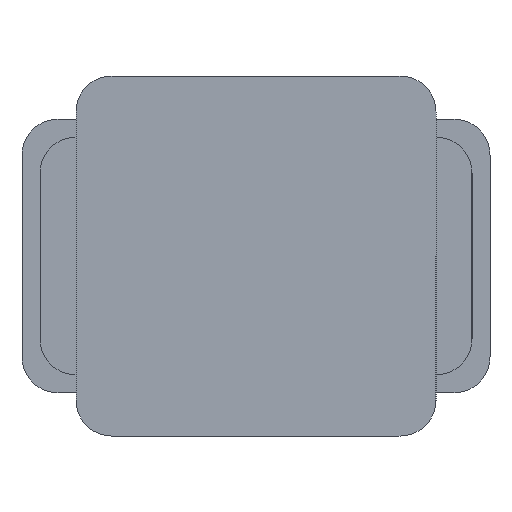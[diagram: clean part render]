
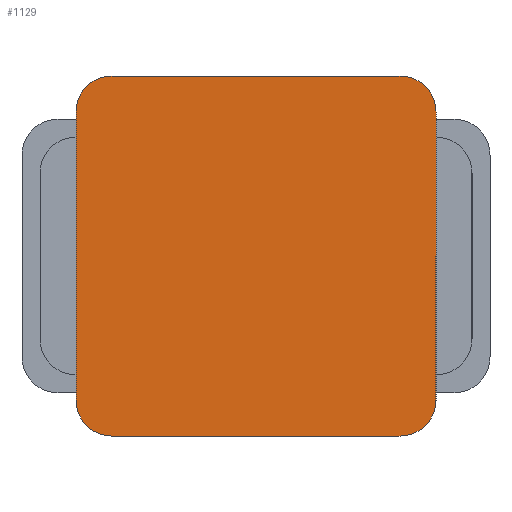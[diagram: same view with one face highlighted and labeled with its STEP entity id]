
A CAD part, left-side view. The second image highlights one B-rep face of the part: STEP entity #1129.
In plain terms, the highlighted face is planar.
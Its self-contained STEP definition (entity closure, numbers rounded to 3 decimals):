
#17 = DIRECTION ( 'NONE',  ( 0., 0., 1. ) ) ;
#64 = VECTOR ( 'NONE', #1134, 1000. ) ;
#66 = CARTESIAN_POINT ( 'NONE',  ( 0.5, 0.2, 0.45 ) ) ;
#133 = CARTESIAN_POINT ( 'NONE',  ( 0., 0.2, 0. ) ) ;
#138 = VERTEX_POINT ( 'NONE', #315 ) ;
#139 = EDGE_CURVE ( 'NONE', #264, #241, #1030, .T. ) ;
#177 = ORIENTED_EDGE ( 'NONE', *, *, #577, .T. ) ;
#180 = EDGE_CURVE ( 'NONE', #700, #993, #932, .T. ) ;
#220 = CARTESIAN_POINT ( 'NONE',  ( 0.45, 0.2, 0.45 ) ) ;
#241 = VERTEX_POINT ( 'NONE', #883 ) ;
#248 = CIRCLE ( 'NONE', #354, 0.05 ) ;
#264 = VERTEX_POINT ( 'NONE', #66 ) ;
#265 = CARTESIAN_POINT ( 'NONE',  ( 0., 0.2, 0.05 ) ) ;
#296 = AXIS2_PLACEMENT_3D ( 'NONE', #1170, #780, #962 ) ;
#315 = CARTESIAN_POINT ( 'NONE',  ( 0.45, 0.2, 0.5 ) ) ;
#320 = FACE_OUTER_BOUND ( 'NONE', #348, .T. ) ;
#321 = ORIENTED_EDGE ( 'NONE', *, *, #347, .T. ) ;
#323 = DIRECTION ( 'NONE',  ( 0., 1., 0. ) ) ;
#327 = DIRECTION ( 'NONE',  ( 0., 0., 1. ) ) ;
#346 = DIRECTION ( 'NONE',  ( 0., 0., 1. ) ) ;
#347 = EDGE_CURVE ( 'NONE', #993, #710, #398, .T. ) ;
#348 = EDGE_LOOP ( 'NONE', ( #535, #321, #475, #177, #1158, #1189, #440, #449 ) ) ;
#354 = AXIS2_PLACEMENT_3D ( 'NONE', #542, #439, #346 ) ;
#387 = VERTEX_POINT ( 'NONE', #404 ) ;
#398 = CIRCLE ( 'NONE', #853, 0.05 ) ;
#404 = CARTESIAN_POINT ( 'NONE',  ( 0.05, 0.2, 0. ) ) ;
#416 = AXIS2_PLACEMENT_3D ( 'NONE', #946, #510, #327 ) ;
#439 = DIRECTION ( 'NONE',  ( 0., 1., 0. ) ) ;
#440 = ORIENTED_EDGE ( 'NONE', *, *, #1149, .T. ) ;
#449 = ORIENTED_EDGE ( 'NONE', *, *, #835, .T. ) ;
#475 = ORIENTED_EDGE ( 'NONE', *, *, #1295, .T. ) ;
#482 = CARTESIAN_POINT ( 'NONE',  ( 0.45, 0.2, 0. ) ) ;
#484 = VECTOR ( 'NONE', #664, 1000. ) ;
#510 = DIRECTION ( 'NONE',  ( 0., 1., 0. ) ) ;
#517 = CARTESIAN_POINT ( 'NONE',  ( 0., 0.2, 0. ) ) ;
#522 = CIRCLE ( 'NONE', #296, 0.05 ) ;
#535 = ORIENTED_EDGE ( 'NONE', *, *, #180, .T. ) ;
#542 = CARTESIAN_POINT ( 'NONE',  ( 0.45, 0.2, 0.05 ) ) ;
#577 = EDGE_CURVE ( 'NONE', #138, #264, #1224, .T. ) ;
#612 = CARTESIAN_POINT ( 'NONE',  ( 0.5, 0.2, 0. ) ) ;
#647 = DIRECTION ( 'NONE',  ( 0., 0., 1. ) ) ;
#664 = DIRECTION ( 'NONE',  ( 1., 0., 0. ) ) ;
#700 = VERTEX_POINT ( 'NONE', #265 ) ;
#702 = VECTOR ( 'NONE', #1031, 1000. ) ;
#710 = VERTEX_POINT ( 'NONE', #1064 ) ;
#749 = CARTESIAN_POINT ( 'NONE',  ( 0.05, 0.2, 0.45 ) ) ;
#780 = DIRECTION ( 'NONE',  ( 0., 1., 0. ) ) ;
#812 = AXIS2_PLACEMENT_3D ( 'NONE', #220, #323, #933 ) ;
#835 = EDGE_CURVE ( 'NONE', #387, #700, #522, .T. ) ;
#842 = EDGE_CURVE ( 'NONE', #241, #1039, #248, .T. ) ;
#853 = AXIS2_PLACEMENT_3D ( 'NONE', #749, #979, #647 ) ;
#883 = CARTESIAN_POINT ( 'NONE',  ( 0.5, 0.2, 0.05 ) ) ;
#932 = LINE ( 'NONE', #517, #1008 ) ;
#933 = DIRECTION ( 'NONE',  ( 0., 0., 1. ) ) ;
#946 = CARTESIAN_POINT ( 'NONE',  ( 0., 0.2, 0. ) ) ;
#962 = DIRECTION ( 'NONE',  ( 0., 0., 1. ) ) ;
#965 = LINE ( 'NONE', #1168, #484 ) ;
#979 = DIRECTION ( 'NONE',  ( 0., 1., 0. ) ) ;
#993 = VERTEX_POINT ( 'NONE', #1191 ) ;
#1008 = VECTOR ( 'NONE', #17, 1000. ) ;
#1030 = LINE ( 'NONE', #612, #64 ) ;
#1031 = DIRECTION ( 'NONE',  ( -1., 0., 0. ) ) ;
#1034 = PLANE ( 'NONE',  #416 ) ;
#1039 = VERTEX_POINT ( 'NONE', #482 ) ;
#1046 = LINE ( 'NONE', #133, #702 ) ;
#1064 = CARTESIAN_POINT ( 'NONE',  ( 0.05, 0.2, 0.5 ) ) ;
#1129 = ADVANCED_FACE ( 'NONE', ( #320 ), #1034, .T. ) ;
#1134 = DIRECTION ( 'NONE',  ( 0., 0., -1. ) ) ;
#1149 = EDGE_CURVE ( 'NONE', #1039, #387, #1046, .T. ) ;
#1158 = ORIENTED_EDGE ( 'NONE', *, *, #139, .T. ) ;
#1168 = CARTESIAN_POINT ( 'NONE',  ( 0., 0.2, 0.5 ) ) ;
#1170 = CARTESIAN_POINT ( 'NONE',  ( 0.05, 0.2, 0.05 ) ) ;
#1189 = ORIENTED_EDGE ( 'NONE', *, *, #842, .T. ) ;
#1191 = CARTESIAN_POINT ( 'NONE',  ( 0., 0.2, 0.45 ) ) ;
#1224 = CIRCLE ( 'NONE', #812, 0.05 ) ;
#1295 = EDGE_CURVE ( 'NONE', #710, #138, #965, .T. ) ;
